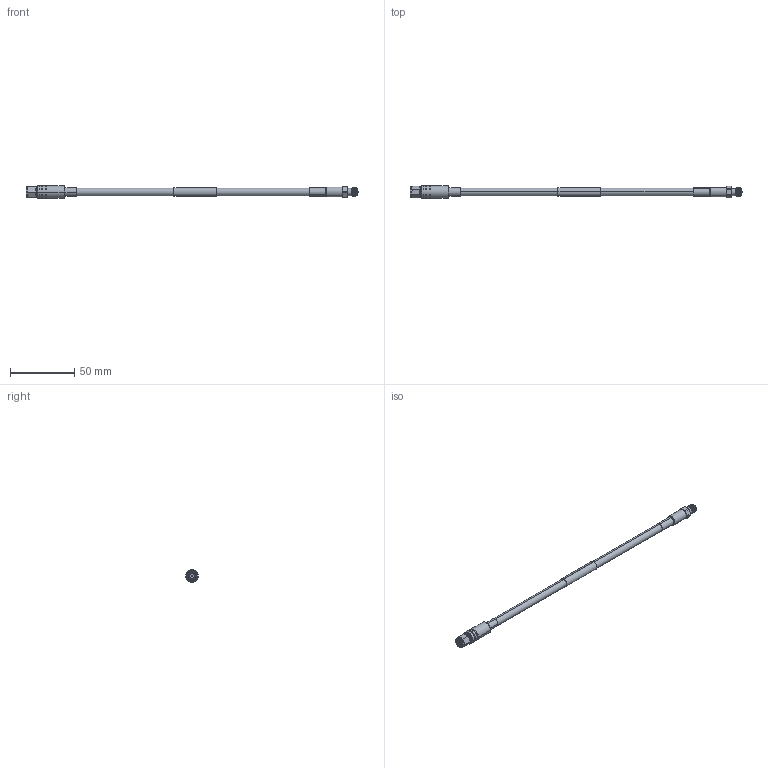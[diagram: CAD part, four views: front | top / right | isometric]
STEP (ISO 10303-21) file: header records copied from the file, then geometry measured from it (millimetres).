
FILE_DESCRIPTION (( 'STEP AP214' ), '1' );
FILE_NAME ('FMC00465_3D.step', '2023-02-23T03:21:23', ( '' ), ( '' ), 'SwSTEP 2.0', 'SolidWorks 2022', '' );
FILE_SCHEMA (( 'AUTOMOTIVE_DESIGN' ));
Length unit declared in the file: inch
Products named in the file (11): FMC00465_3D; Copy of ferrule^FMCO1052_FMC00465; TC-240-SM-SS-X_ferrule; TC-240-SM-SS-X; Copy of body^FMCO1052_FMC00465; TC-240-SM-SS-X_body; heat shrink conn 2^FMC00465_conn 1; FMCO1052^FMC00465; TC-240-SM-SS-X_c-contact; heat shrink conn 1^FMC00465_conn 1; LMR-240^FMC00465
Assembly tree (10 placements, depth 3):
  FMC00465_3D
    LMR-240^FMC00465
    TC-240-SM-SS-X
      TC-240-SM-SS-X_body
      TC-240-SM-SS-X_c-contact
      TC-240-SM-SS-X_ferrule
    heat shrink conn 1^FMC00465_conn 1
    FMCO1052^FMC00465
      Copy of body^FMCO1052_FMC00465
      Copy of ferrule^FMCO1052_FMC00465
    heat shrink conn 2^FMC00465_conn 1
Bounding box: 257.55 x 9.78 x 9.78 mm (x, y, z)
Volume: 8062.3 mm3; surface area: 11199.6 mm2
Topology: 9 solids, 9 shells, 276 faces, 578 edges, 344 vertices
Faces by surface type: cylinder 108, cone 84, plane 59, torus 20, bspline 3, sphere 2
Entity records: 9861 total; most frequent: CARTESIAN_POINT 3317, DIRECTION 1377, ORIENTED_EDGE 1156, AXIS2_PLACEMENT_3D 591, EDGE_CURVE 578, VERTEX_POINT 344, EDGE_LOOP 310, CIRCLE 303
